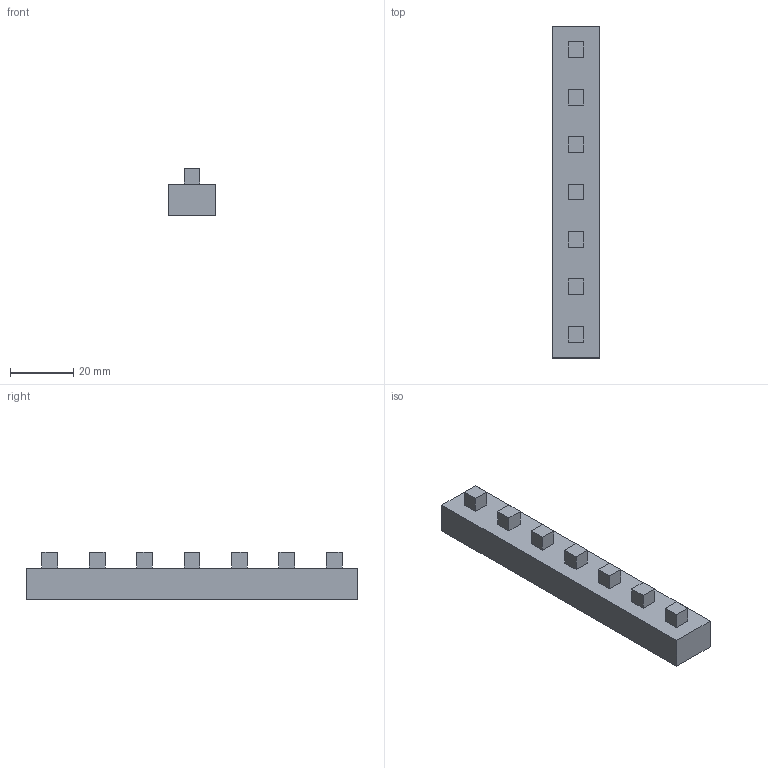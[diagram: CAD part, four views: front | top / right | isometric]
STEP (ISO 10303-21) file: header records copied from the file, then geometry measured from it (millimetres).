
FILE_DESCRIPTION(/* description */ (''),/* implementation_level */ '2;1');
FILE_NAME(/* name */ '7x1.step',/* time_stamp */ '2024-08-19T20:50:47-04:00',/* author */ (''),/* organization */ (''),/* preprocessor_version */ 'ST-DEVELOPER v20',/* originating_system */ 'Autodesk Translation Framework v13.14.0.145',/* authorisation */ '');
FILE_SCHEMA (('AUTOMOTIVE_DESIGN { 1 0 10303 214 3 1 1 }'));
Length unit declared in the file: millimetre
Products named in the file (1): 7x1
Bounding box: 15 x 105 x 15 mm (x, y, z)
Volume: 15588.1 mm3; surface area: 7025.2 mm2
Topology: 1 solids, 1 shells, 76 faces, 180 edges, 120 vertices
Faces by surface type: plane 76
Entity records: 2177 total; most frequent: CARTESIAN_POINT 377, ORIENTED_EDGE 360, DIRECTION 334, LINE 180, VECTOR 180, EDGE_CURVE 180, VERTEX_POINT 120, EDGE_LOOP 90
